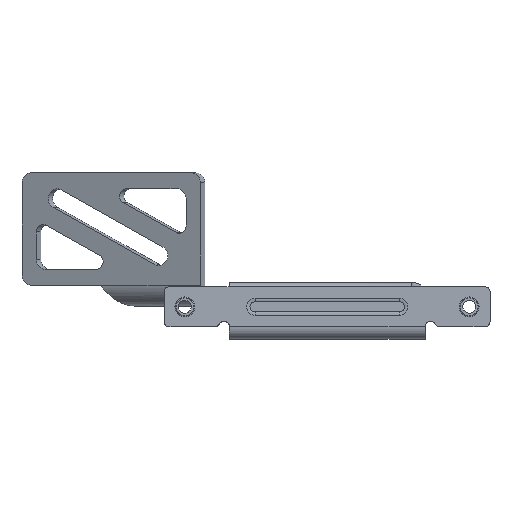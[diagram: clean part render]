
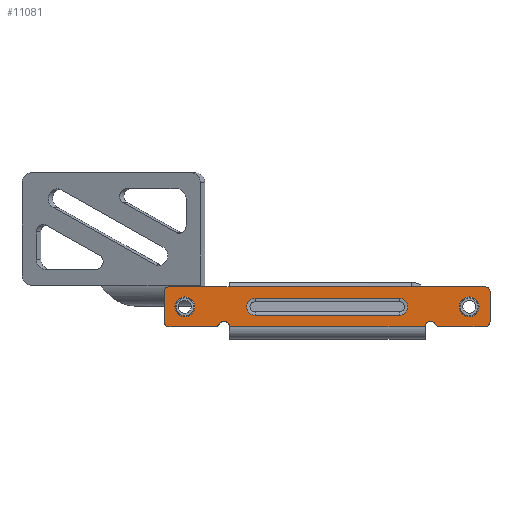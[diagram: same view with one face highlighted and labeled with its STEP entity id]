
A CAD part, front view. The second image highlights one B-rep face of the part: STEP entity #11081.
In plain terms, the highlighted planar face has unit normal (0, -1, 0).
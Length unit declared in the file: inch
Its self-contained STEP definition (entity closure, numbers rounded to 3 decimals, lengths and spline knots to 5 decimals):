
#413=PLANE('',#11895);
#520=FACE_BOUND('',#1821,.T.);
#521=FACE_BOUND('',#1822,.T.);
#522=FACE_BOUND('',#1823,.T.);
#1193=FACE_OUTER_BOUND('',#1820,.T.);
#1820=EDGE_LOOP('',(#9569,#9570,#9571,#9572,#9573,#9574,#9575,#9576,#9577,
#9578,#9579,#9580,#9581,#9582,#9583,#9584));
#1821=EDGE_LOOP('',(#9585));
#1822=EDGE_LOOP('',(#9586));
#1823=EDGE_LOOP('',(#9587,#9588,#9589,#9590));
#2182=CIRCLE('',#11890,0.062);
#2183=CIRCLE('',#11893,0.062);
#2184=CIRCLE('',#11896,0.062);
#2185=CIRCLE('',#11897,0.062);
#2186=CIRCLE('',#11898,0.063);
#2187=CIRCLE('',#11899,0.068);
#2188=CIRCLE('',#11900,0.068);
#2189=CIRCLE('',#11901,0.063);
#2190=CIRCLE('',#11902,0.126);
#2191=CIRCLE('',#11903,0.126);
#2192=CIRCLE('',#11904,0.10644);
#2193=CIRCLE('',#11905,0.10644);
#3174=LINE('',#20680,#4175);
#3179=LINE('',#20691,#4180);
#3180=LINE('',#20693,#4181);
#3181=LINE('',#20697,#4182);
#3182=LINE('',#20701,#4183);
#3183=LINE('',#20707,#4184);
#3184=LINE('',#20709,#4185);
#3185=LINE('',#20711,#4186);
#3186=LINE('',#20721,#4187);
#3187=LINE('',#20725,#4188);
#4175=VECTOR('',#14402,0.3937);
#4180=VECTOR('',#14413,0.3937);
#4181=VECTOR('',#14416,0.3937);
#4182=VECTOR('',#14419,0.3937);
#4183=VECTOR('',#14422,0.3937);
#4184=VECTOR('',#14427,0.3937);
#4185=VECTOR('',#14428,0.3937);
#4186=VECTOR('',#14429,0.3937);
#4187=VECTOR('',#14438,0.121);
#4188=VECTOR('',#14441,0.121);
#5195=VERTEX_POINT('',#20673);
#5196=VERTEX_POINT('',#20675);
#5197=VERTEX_POINT('',#20679);
#5198=VERTEX_POINT('',#20683);
#5199=VERTEX_POINT('',#20684);
#5200=VERTEX_POINT('',#20689);
#5201=VERTEX_POINT('',#20694);
#5202=VERTEX_POINT('',#20696);
#5203=VERTEX_POINT('',#20698);
#5204=VERTEX_POINT('',#20700);
#5205=VERTEX_POINT('',#20702);
#5206=VERTEX_POINT('',#20704);
#5207=VERTEX_POINT('',#20706);
#5208=VERTEX_POINT('',#20708);
#5209=VERTEX_POINT('',#20710);
#5210=VERTEX_POINT('',#20712);
#5211=VERTEX_POINT('',#20715);
#5212=VERTEX_POINT('',#20717);
#5213=VERTEX_POINT('',#20719);
#5214=VERTEX_POINT('',#20720);
#5215=VERTEX_POINT('',#20722);
#5216=VERTEX_POINT('',#20724);
#6668=EDGE_CURVE('',#5196,#5195,#2182,.T.);
#6670=EDGE_CURVE('',#5197,#5196,#3174,.T.);
#6672=EDGE_CURVE('',#5198,#5199,#2183,.T.);
#6676=EDGE_CURVE('',#5199,#5200,#3179,.T.);
#6677=EDGE_CURVE('',#5198,#5195,#3180,.T.);
#6678=EDGE_CURVE('',#5200,#5201,#2184,.T.);
#6679=EDGE_CURVE('',#5201,#5202,#3181,.T.);
#6680=EDGE_CURVE('',#5202,#5203,#2185,.T.);
#6681=EDGE_CURVE('',#5203,#5204,#3182,.T.);
#6682=EDGE_CURVE('',#5205,#5204,#2186,.T.);
#6683=EDGE_CURVE('',#5206,#5205,#2187,.T.);
#6684=EDGE_CURVE('',#5207,#5206,#3183,.T.);
#6685=EDGE_CURVE('',#5207,#5208,#3184,.T.);
#6686=EDGE_CURVE('',#5209,#5208,#3185,.T.);
#6687=EDGE_CURVE('',#5210,#5209,#2188,.T.);
#6688=EDGE_CURVE('',#5197,#5210,#2189,.T.);
#6689=EDGE_CURVE('',#5211,#5211,#2190,.T.);
#6690=EDGE_CURVE('',#5212,#5212,#2191,.T.);
#6691=EDGE_CURVE('',#5213,#5214,#3186,.T.);
#6692=EDGE_CURVE('',#5214,#5215,#2192,.T.);
#6693=EDGE_CURVE('',#5215,#5216,#3187,.T.);
#6694=EDGE_CURVE('',#5216,#5213,#2193,.T.);
#9569=ORIENTED_EDGE('',*,*,#6668,.T.);
#9570=ORIENTED_EDGE('',*,*,#6677,.F.);
#9571=ORIENTED_EDGE('',*,*,#6672,.T.);
#9572=ORIENTED_EDGE('',*,*,#6676,.T.);
#9573=ORIENTED_EDGE('',*,*,#6678,.T.);
#9574=ORIENTED_EDGE('',*,*,#6679,.T.);
#9575=ORIENTED_EDGE('',*,*,#6680,.T.);
#9576=ORIENTED_EDGE('',*,*,#6681,.T.);
#9577=ORIENTED_EDGE('',*,*,#6682,.F.);
#9578=ORIENTED_EDGE('',*,*,#6683,.F.);
#9579=ORIENTED_EDGE('',*,*,#6684,.F.);
#9580=ORIENTED_EDGE('',*,*,#6685,.T.);
#9581=ORIENTED_EDGE('',*,*,#6686,.F.);
#9582=ORIENTED_EDGE('',*,*,#6687,.F.);
#9583=ORIENTED_EDGE('',*,*,#6688,.F.);
#9584=ORIENTED_EDGE('',*,*,#6670,.T.);
#9585=ORIENTED_EDGE('',*,*,#6689,.F.);
#9586=ORIENTED_EDGE('',*,*,#6690,.F.);
#9587=ORIENTED_EDGE('',*,*,#6691,.T.);
#9588=ORIENTED_EDGE('',*,*,#6692,.T.);
#9589=ORIENTED_EDGE('',*,*,#6693,.T.);
#9590=ORIENTED_EDGE('',*,*,#6694,.T.);
#11081=ADVANCED_FACE('',(#1193,#520,#521,#522),#413,.F.);
#11890=AXIS2_PLACEMENT_3D('',#20676,#14397,#14398);
#11893=AXIS2_PLACEMENT_3D('',#20685,#14406,#14407);
#11895=AXIS2_PLACEMENT_3D('',#20692,#14414,#14415);
#11896=AXIS2_PLACEMENT_3D('',#20695,#14417,#14418);
#11897=AXIS2_PLACEMENT_3D('',#20699,#14420,#14421);
#11898=AXIS2_PLACEMENT_3D('',#20703,#14423,#14424);
#11899=AXIS2_PLACEMENT_3D('',#20705,#14425,#14426);
#11900=AXIS2_PLACEMENT_3D('',#20713,#14430,#14431);
#11901=AXIS2_PLACEMENT_3D('',#20714,#14432,#14433);
#11902=AXIS2_PLACEMENT_3D('',#20716,#14434,#14435);
#11903=AXIS2_PLACEMENT_3D('',#20718,#14436,#14437);
#11904=AXIS2_PLACEMENT_3D('',#20723,#14439,#14440);
#11905=AXIS2_PLACEMENT_3D('',#20726,#14442,#14443);
#14397=DIRECTION('center_axis',(0.,-1.,0.));
#14398=DIRECTION('ref_axis',(0.707,0.,-0.707));
#14402=DIRECTION('',(1.,0.,0.));
#14406=DIRECTION('center_axis',(0.,-1.,0.));
#14407=DIRECTION('ref_axis',(0.707,0.,0.707));
#14413=DIRECTION('',(-1.,0.,0.));
#14414=DIRECTION('center_axis',(0.,1.,0.));
#14415=DIRECTION('ref_axis',(1.,0.,0.));
#14416=DIRECTION('',(0.,0.,-1.));
#14417=DIRECTION('center_axis',(0.,-1.,0.));
#14418=DIRECTION('ref_axis',(-0.707,0.,0.707));
#14419=DIRECTION('',(0.,0.,-1.));
#14420=DIRECTION('center_axis',(0.,-1.,0.));
#14421=DIRECTION('ref_axis',(-0.707,0.,-0.707));
#14422=DIRECTION('',(1.,0.,0.));
#14423=DIRECTION('center_axis',(0.,1.,0.));
#14424=DIRECTION('ref_axis',(0.,0.,1.));
#14425=DIRECTION('center_axis',(0.,-1.,0.));
#14426=DIRECTION('ref_axis',(1.,0.,0.));
#14427=DIRECTION('',(0.,0.,1.));
#14428=DIRECTION('',(1.,0.,0.));
#14429=DIRECTION('',(0.,0.,-1.));
#14430=DIRECTION('center_axis',(0.,-1.,0.));
#14431=DIRECTION('ref_axis',(0.885,0.,0.466));
#14432=DIRECTION('center_axis',(0.,1.,0.));
#14433=DIRECTION('ref_axis',(0.885,0.,0.466));
#14434=DIRECTION('center_axis',(0.,-1.,0.));
#14435=DIRECTION('ref_axis',(1.,0.,0.));
#14436=DIRECTION('center_axis',(0.,-1.,0.));
#14437=DIRECTION('ref_axis',(1.,0.,0.));
#14438=DIRECTION('',(-1.,0.,0.));
#14439=DIRECTION('center_axis',(0.,1.,0.));
#14440=DIRECTION('ref_axis',(0.,0.,1.));
#14441=DIRECTION('',(1.,0.,0.));
#14442=DIRECTION('center_axis',(0.,1.,0.));
#14443=DIRECTION('ref_axis',(0.,0.,1.));
#20673=CARTESIAN_POINT('',(1.405,-0.728,-0.01375));
#20675=CARTESIAN_POINT('',(1.343,-0.728,-0.07575));
#20676=CARTESIAN_POINT('Origin',(1.343,-0.728,-0.01375));
#20679=CARTESIAN_POINT('',(0.76093,-0.728,-0.07575));
#20680=CARTESIAN_POINT('',(-2.756,-0.728,-0.07575));
#20683=CARTESIAN_POINT('',(1.405,-0.728,0.37125));
#20684=CARTESIAN_POINT('',(1.343,-0.728,0.43325));
#20685=CARTESIAN_POINT('Origin',(1.343,-0.728,0.37125));
#20689=CARTESIAN_POINT('',(-2.694,-0.728,0.43325));
#20691=CARTESIAN_POINT('',(-2.756,-0.728,0.43325));
#20692=CARTESIAN_POINT('Origin',(-2.756,-0.728,0.));
#20693=CARTESIAN_POINT('',(1.405,-0.728,0.));
#20694=CARTESIAN_POINT('',(-2.756,-0.728,0.37125));
#20695=CARTESIAN_POINT('Origin',(-2.694,-0.728,0.37125));
#20696=CARTESIAN_POINT('',(-2.756,-0.728,-0.01375));
#20697=CARTESIAN_POINT('',(-2.756,-0.728,0.));
#20698=CARTESIAN_POINT('',(-2.694,-0.728,-0.07575));
#20699=CARTESIAN_POINT('Origin',(-2.694,-0.728,-0.01375));
#20700=CARTESIAN_POINT('',(-2.10693,-0.728,-0.07575));
#20701=CARTESIAN_POINT('',(-2.756,-0.728,-0.07575));
#20702=CARTESIAN_POINT('',(-2.05118,-0.728,-0.04209));
#20703=CARTESIAN_POINT('Origin',(-2.10693,-0.728,-0.01275));
#20704=CARTESIAN_POINT('',(-1.923,-0.728,-0.07375));
#20705=CARTESIAN_POINT('Origin',(-1.991,-0.728,-0.07375));
#20706=CARTESIAN_POINT('',(-1.923,-0.728,-0.07575));
#20707=CARTESIAN_POINT('',(-1.923,-0.728,-0.03688));
#20708=CARTESIAN_POINT('',(0.577,-0.728,-0.07575));
#20709=CARTESIAN_POINT('',(-2.756,-0.728,-0.07575));
#20710=CARTESIAN_POINT('',(0.577,-0.728,-0.07375));
#20711=CARTESIAN_POINT('',(0.577,-0.728,-0.03787));
#20712=CARTESIAN_POINT('',(0.70518,-0.728,-0.04209));
#20713=CARTESIAN_POINT('Origin',(0.645,-0.728,-0.07375));
#20714=CARTESIAN_POINT('Origin',(0.76093,-0.728,-0.01275));
#20715=CARTESIAN_POINT('',(1.014,-0.728,0.17825));
#20716=CARTESIAN_POINT('Origin',(1.14,-0.728,0.17825));
#20717=CARTESIAN_POINT('',(-2.617,-0.728,0.17825));
#20718=CARTESIAN_POINT('Origin',(-2.491,-0.728,0.17825));
#20719=CARTESIAN_POINT('',(0.2485,-0.728,0.07181));
#20720=CARTESIAN_POINT('',(-1.5955,-0.728,0.07181));
#20721=CARTESIAN_POINT('',(0.2485,-0.728,0.07181));
#20722=CARTESIAN_POINT('',(-1.5955,-0.728,0.28469));
#20723=CARTESIAN_POINT('Origin',(-1.5955,-0.728,0.17825));
#20724=CARTESIAN_POINT('',(0.2485,-0.728,0.28469));
#20725=CARTESIAN_POINT('',(-1.5955,-0.728,0.28469));
#20726=CARTESIAN_POINT('Origin',(0.2485,-0.728,0.17825));
